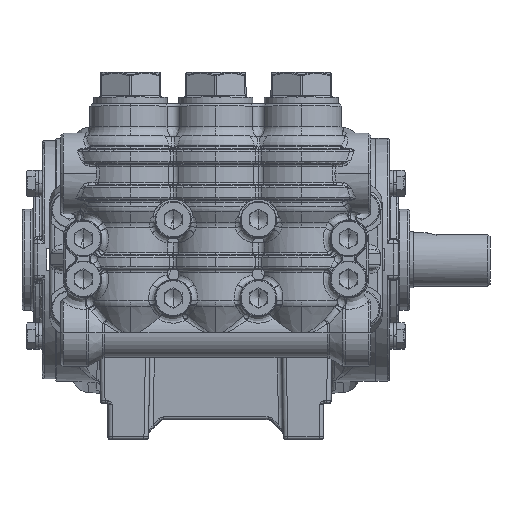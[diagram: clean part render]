
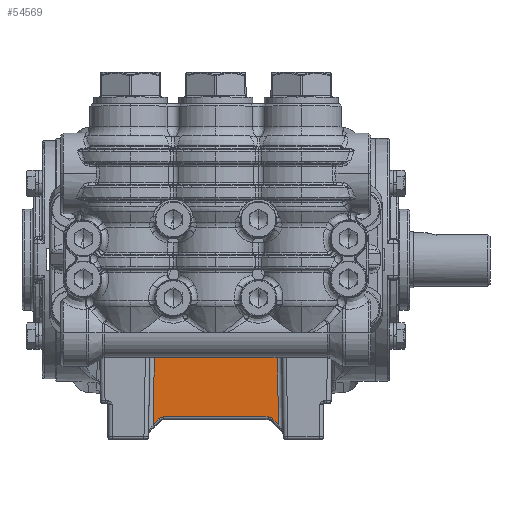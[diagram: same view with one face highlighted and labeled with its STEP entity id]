
A CAD part, top view. The second image highlights one B-rep face of the part: STEP entity #54569.
In plain terms, the highlighted planar face has unit normal (0, -0.018, 1).
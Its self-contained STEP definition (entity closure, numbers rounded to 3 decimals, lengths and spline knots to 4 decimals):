
#4279 = FACE_OUTER_BOUND ( 'NONE', #17992, .T. ) ;
#5099 = DIRECTION ( 'NONE',  ( 0., 1., 0.017 ) ) ;
#8657 = EDGE_CURVE ( 'NONE', #20699, #108821, #106351, .T. ) ;
#10538 = EDGE_CURVE ( 'NONE', #84171, #165759, #155140, .T. ) ;
#11123 = CARTESIAN_POINT ( 'NONE',  ( -0.9458, -2.7604, 4.2981 ) ) ;
#12660 = VERTEX_POINT ( 'NONE', #59084 ) ;
#16665 = VECTOR ( 'NONE', #168137, 39.3701 ) ;
#17216 = B_SPLINE_CURVE_WITH_KNOTS ( 'NONE', 3,
 ( #140510, #24699, #139672, #103035 ),
 .UNSPECIFIED., .F., .F.,
 ( 4, 4 ),
 ( 0., 0.0273 ),
 .UNSPECIFIED. ) ;
#17992 = EDGE_LOOP ( 'NONE', ( #96887, #155330, #50856, #48616, #56149, #29445, #79636, #55896, #109163 ) ) ;
#20699 = VERTEX_POINT ( 'NONE', #50779 ) ;
#23894 =( BOUNDED_CURVE ( )  B_SPLINE_CURVE ( 3, ( #75864, #11123, #112496, #59697 ),
 .UNSPECIFIED., .F., .F. ) 
 B_SPLINE_CURVE_WITH_KNOTS ( ( 4, 4 ),
 ( 0., 0.7854 ),
 .UNSPECIFIED. ) 
 CURVE ( )  GEOMETRIC_REPRESENTATION_ITEM ( )  RATIONAL_B_SPLINE_CURVE ( ( 1., 0.949, 0.949, 1. ) ) 
 REPRESENTATION_ITEM ( '' )  );
#24699 = CARTESIAN_POINT ( 'NONE',  ( -0.7177, -1.6684, 4.3172 ) ) ;
#29445 = ORIENTED_EDGE ( 'NONE', *, *, #10538, .F. ) ;
#30924 = CARTESIAN_POINT ( 'NONE',  ( 0.914, -2.7604, 4.2981 ) ) ;
#31851 = CARTESIAN_POINT ( 'NONE',  ( -1.0979, -2.8954, 4.2958 ) ) ;
#33190 = CARTESIAN_POINT ( 'NONE',  ( 1.1811, -3.1496, 4.2913 ) ) ;
#36142 = EDGE_CURVE ( 'NONE', #165759, #150689, #17216, .T. ) ;
#38467 = CARTESIAN_POINT ( 'NONE',  ( 1.0751, -1.5883, 4.3186 ) ) ;
#38496 = DIRECTION ( 'NONE',  ( 0.017, 1., 0.017 ) ) ;
#38722 = LINE ( 'NONE', #154514, #16665 ) ;
#40081 = CARTESIAN_POINT ( 'NONE',  ( 0.9976, -2.795, 4.2975 ) ) ;
#42408 = EDGE_CURVE ( 'NONE', #12660, #84171, #38722, .T. ) ;
#44718 = VECTOR ( 'NONE', #82488, 39.3701 ) ;
#48393 = CARTESIAN_POINT ( 'NONE',  ( 0.3589, -1.6762, 4.3171 ) ) ;
#48616 = ORIENTED_EDGE ( 'NONE', *, *, #160298, .T. ) ;
#50779 = CARTESIAN_POINT ( 'NONE',  ( 0.914, -2.7604, 4.2981 ) ) ;
#50856 = ORIENTED_EDGE ( 'NONE', *, *, #141241, .T. ) ;
#52914 = B_SPLINE_CURVE_WITH_KNOTS ( 'NONE', 3,
 ( #167573, #62878, #48393, #101209 ),
 .UNSPECIFIED., .F., .F.,
 ( 4, 4 ),
 ( 0., 0.0273 ),
 .UNSPECIFIED. ) ;
#53536 = VECTOR ( 'NONE', #38496, 39.3701 ) ;
#54569 = ADVANCED_FACE ( 'NONE', ( #4279 ), #149821, .T. ) ;
#55896 = ORIENTED_EDGE ( 'NONE', *, *, #84595, .F. ) ;
#56149 = ORIENTED_EDGE ( 'NONE', *, *, #36142, .F. ) ;
#57070 = CARTESIAN_POINT ( 'NONE',  ( -0.914, -2.7604, 4.2981 ) ) ;
#59084 = CARTESIAN_POINT ( 'NONE',  ( -0.9976, -2.795, 4.2975 ) ) ;
#59697 = CARTESIAN_POINT ( 'NONE',  ( -0.9976, -2.795, 4.2975 ) ) ;
#60265 = CARTESIAN_POINT ( 'NONE',  ( 0., -1.6762, 4.3171 ) ) ;
#61739 = EDGE_CURVE ( 'NONE', #130642, #20699, #70537, .T. ) ;
#62878 = CARTESIAN_POINT ( 'NONE',  ( 0.7177, -1.6684, 4.3172 ) ) ;
#68438 = CARTESIAN_POINT ( 'NONE',  ( 0.9751, -2.7726, 4.2979 ) ) ;
#70537 = LINE ( 'NONE', #84149, #44718 ) ;
#70591 = VECTOR ( 'NONE', #137889, 39.3701 ) ;
#75864 = CARTESIAN_POINT ( 'NONE',  ( -0.914, -2.7604, 4.2981 ) ) ;
#79636 = ORIENTED_EDGE ( 'NONE', *, *, #42408, .F. ) ;
#80194 = DIRECTION ( 'NONE',  ( -0.017, 1., 0.017 ) ) ;
#82488 = DIRECTION ( 'NONE',  ( 1., 0., 0. ) ) ;
#82878 = CARTESIAN_POINT ( 'NONE',  ( 0.9458, -2.7604, 4.2981 ) ) ;
#84149 = CARTESIAN_POINT ( 'NONE',  ( 0.914, -2.7604, 4.2981 ) ) ;
#84171 = VERTEX_POINT ( 'NONE', #31851 ) ;
#84469 = CARTESIAN_POINT ( 'NONE',  ( 1.0763, -1.6536, 4.3175 ) ) ;
#84595 = EDGE_CURVE ( 'NONE', #130642, #12660, #23894, .T. ) ;
#92089 = EDGE_CURVE ( 'NONE', #108821, #142137, #126784, .T. ) ;
#96887 = ORIENTED_EDGE ( 'NONE', *, *, #8657, .T. ) ;
#101209 = CARTESIAN_POINT ( 'NONE',  ( 0., -1.6762, 4.3171 ) ) ;
#103035 = CARTESIAN_POINT ( 'NONE',  ( 0., -1.6762, 4.3171 ) ) ;
#103722 = AXIS2_PLACEMENT_3D ( 'NONE', #33190, #132870, #5099 ) ;
#106351 =( BOUNDED_CURVE ( )  B_SPLINE_CURVE ( 3, ( #30924, #82878, #68438, #120363 ),
 .UNSPECIFIED., .F., .T. ) 
 B_SPLINE_CURVE_WITH_KNOTS ( ( 4, 4 ),
 ( 0., 0.7854 ),
 .UNSPECIFIED. ) 
 CURVE ( )  GEOMETRIC_REPRESENTATION_ITEM ( )  RATIONAL_B_SPLINE_CURVE ( ( 1., 0.949, 0.949, 1. ) ) 
 REPRESENTATION_ITEM ( '' )  );
#108821 = VERTEX_POINT ( 'NONE', #40081 ) ;
#109163 = ORIENTED_EDGE ( 'NONE', *, *, #61739, .T. ) ;
#112496 = CARTESIAN_POINT ( 'NONE',  ( -0.9751, -2.7726, 4.2979 ) ) ;
#118505 = LINE ( 'NONE', #38467, #132560 ) ;
#118536 = CARTESIAN_POINT ( 'NONE',  ( -1.0751, -1.5883, 4.3186 ) ) ;
#120363 = CARTESIAN_POINT ( 'NONE',  ( 0.9976, -2.795, 4.2975 ) ) ;
#126784 = LINE ( 'NONE', #127629, #70591 ) ;
#127629 = CARTESIAN_POINT ( 'NONE',  ( 1.1264, -2.9239, 4.2953 ) ) ;
#129542 = VERTEX_POINT ( 'NONE', #84469 ) ;
#130642 = VERTEX_POINT ( 'NONE', #57070 ) ;
#132560 = VECTOR ( 'NONE', #80194, 39.3701 ) ;
#132870 = DIRECTION ( 'NONE',  ( 0., -0.017, 1. ) ) ;
#134831 = CARTESIAN_POINT ( 'NONE',  ( 1.0979, -2.8954, 4.2958 ) ) ;
#137889 = DIRECTION ( 'NONE',  ( 0.707, -0.707, -0.012 ) ) ;
#139672 = CARTESIAN_POINT ( 'NONE',  ( -0.3589, -1.6762, 4.3171 ) ) ;
#140510 = CARTESIAN_POINT ( 'NONE',  ( -1.0763, -1.6536, 4.3175 ) ) ;
#141241 = EDGE_CURVE ( 'NONE', #142137, #129542, #118505, .T. ) ;
#142137 = VERTEX_POINT ( 'NONE', #134831 ) ;
#149821 = PLANE ( 'NONE',  #103722 ) ;
#150689 = VERTEX_POINT ( 'NONE', #60265 ) ;
#154514 = CARTESIAN_POINT ( 'NONE',  ( -1.1264, -2.9239, 4.2953 ) ) ;
#155140 = LINE ( 'NONE', #118536, #53536 ) ;
#155330 = ORIENTED_EDGE ( 'NONE', *, *, #92089, .T. ) ;
#160298 = EDGE_CURVE ( 'NONE', #129542, #150689, #52914, .T. ) ;
#165759 = VERTEX_POINT ( 'NONE', #167595 ) ;
#167573 = CARTESIAN_POINT ( 'NONE',  ( 1.0763, -1.6536, 4.3175 ) ) ;
#167595 = CARTESIAN_POINT ( 'NONE',  ( -1.0763, -1.6536, 4.3175 ) ) ;
#168137 = DIRECTION ( 'NONE',  ( -0.707, -0.707, -0.012 ) ) ;
